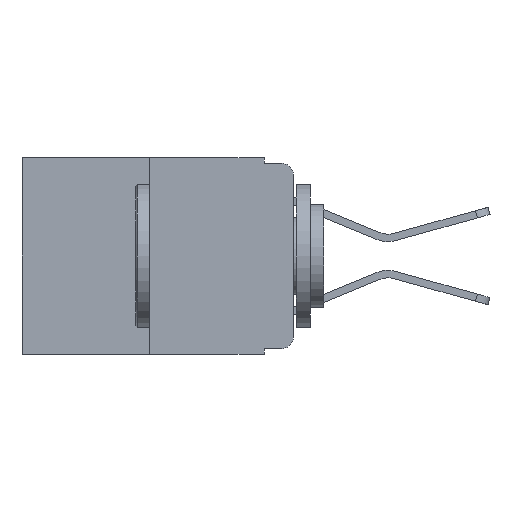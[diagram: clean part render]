
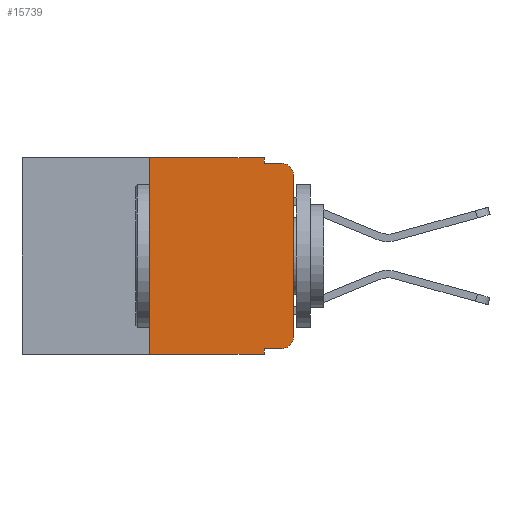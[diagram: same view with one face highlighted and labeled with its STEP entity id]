
A CAD part, left-side view. The second image highlights one B-rep face of the part: STEP entity #15739.
In plain terms, the highlighted planar face has unit normal (-1, 0, 0).
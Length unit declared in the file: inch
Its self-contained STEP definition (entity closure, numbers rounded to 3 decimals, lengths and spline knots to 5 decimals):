
#578 = LINE ( 'NONE', #6576, #4266 ) ;
#808 = CARTESIAN_POINT ( 'NONE',  ( 0., 0.02, -0.01 ) ) ;
#935 = EDGE_CURVE ( 'NONE', #5658, #2990, #8955, .T. ) ;
#1187 = CARTESIAN_POINT ( 'NONE',  ( 0., 0.02, -0.03 ) ) ;
#1347 = ORIENTED_EDGE ( 'NONE', *, *, #14011, .F. ) ;
#1848 = DIRECTION ( 'NONE',  ( 0., 0., -1. ) ) ;
#1881 = DIRECTION ( 'NONE',  ( 0., 0., -1. ) ) ;
#1942 = CARTESIAN_POINT ( 'NONE',  ( 0., 0.051, 0. ) ) ;
#1973 = DIRECTION ( 'NONE',  ( 1., 0., 0. ) ) ;
#1986 = CARTESIAN_POINT ( 'NONE',  ( 0., 0.25, -0.343 ) ) ;
#2204 = DIRECTION ( 'NONE',  ( 0., -1., 0. ) ) ;
#2353 = VECTOR ( 'NONE', #2204, 39.37008 ) ;
#2694 = VECTOR ( 'NONE', #3850, 39.37008 ) ;
#2732 = EDGE_CURVE ( 'NONE', #6951, #18848, #2964, .T. ) ;
#2964 = LINE ( 'NONE', #8932, #5240 ) ;
#2990 = VERTEX_POINT ( 'NONE', #9910 ) ;
#3086 = ORIENTED_EDGE ( 'NONE', *, *, #13486, .T. ) ;
#3095 = ORIENTED_EDGE ( 'NONE', *, *, #5854, .T. ) ;
#3165 = DIRECTION ( 'NONE',  ( 0., 0., -1. ) ) ;
#3850 = DIRECTION ( 'NONE',  ( 0., -1., 0. ) ) ;
#4022 = VECTOR ( 'NONE', #1848, 39.37008 ) ;
#4266 = VECTOR ( 'NONE', #15191, 39.37008 ) ;
#4281 = VERTEX_POINT ( 'NONE', #14425 ) ;
#4332 = VERTEX_POINT ( 'NONE', #11291 ) ;
#5066 = CARTESIAN_POINT ( 'NONE',  ( 0., 0.051, -0.333 ) ) ;
#5240 = VECTOR ( 'NONE', #9038, 39.37008 ) ;
#5658 = VERTEX_POINT ( 'NONE', #1986 ) ;
#5745 = CARTESIAN_POINT ( 'NONE',  ( 0., 0.25, 0. ) ) ;
#5854 = EDGE_CURVE ( 'NONE', #11806, #4281, #15608, .T. ) ;
#5924 = CARTESIAN_POINT ( 'NONE',  ( 0., 0.051, 0. ) ) ;
#6086 = CARTESIAN_POINT ( 'NONE',  ( 0., 0.02, -0.313 ) ) ;
#6387 = FACE_OUTER_BOUND ( 'NONE', #7981, .T. ) ;
#6531 = VERTEX_POINT ( 'NONE', #9790 ) ;
#6576 = CARTESIAN_POINT ( 'NONE',  ( 0., 0., 0. ) ) ;
#6745 = CARTESIAN_POINT ( 'NONE',  ( 0., 0.473, -0.343 ) ) ;
#6786 = CARTESIAN_POINT ( 'NONE',  ( 0., 0.473, 0. ) ) ;
#6951 = VERTEX_POINT ( 'NONE', #18585 ) ;
#7175 = VERTEX_POINT ( 'NONE', #9129 ) ;
#7564 = DIRECTION ( 'NONE',  ( -1., 0., 0. ) ) ;
#7826 = EDGE_CURVE ( 'NONE', #5658, #7175, #14205, .T. ) ;
#7981 = EDGE_LOOP ( 'NONE', ( #11203, #8395, #12159, #13680, #1347, #17571, #16128, #9505, #3086, #3095 ) ) ;
#8395 = ORIENTED_EDGE ( 'NONE', *, *, #14187, .T. ) ;
#8932 = CARTESIAN_POINT ( 'NONE',  ( 0., 0.051, -0.01 ) ) ;
#8955 = LINE ( 'NONE', #5745, #16418 ) ;
#9038 = DIRECTION ( 'NONE',  ( 0., -1., 0. ) ) ;
#9129 = CARTESIAN_POINT ( 'NONE',  ( 0., 0.051, -0.343 ) ) ;
#9240 = DIRECTION ( 'NONE',  ( 0., 0., -1. ) ) ;
#9413 = EDGE_CURVE ( 'NONE', #4281, #4332, #578, .T. ) ;
#9505 = ORIENTED_EDGE ( 'NONE', *, *, #10137, .F. ) ;
#9615 = PLANE ( 'NONE',  #10903 ) ;
#9762 = CARTESIAN_POINT ( 'NONE',  ( 0., 0.02, -0.333 ) ) ;
#9790 = CARTESIAN_POINT ( 'NONE',  ( 0., 0.051, -0.333 ) ) ;
#9835 = EDGE_CURVE ( 'NONE', #16972, #6951, #18406, .T. ) ;
#9910 = CARTESIAN_POINT ( 'NONE',  ( 0., 0.25, 0. ) ) ;
#10137 = EDGE_CURVE ( 'NONE', #6531, #7175, #13565, .T. ) ;
#10445 = DIRECTION ( 'NONE',  ( 0., 0., 1. ) ) ;
#10790 = VECTOR ( 'NONE', #9240, 39.37008 ) ;
#10903 = AXIS2_PLACEMENT_3D ( 'NONE', #16674, #1973, #1881 ) ;
#11203 = ORIENTED_EDGE ( 'NONE', *, *, #9413, .T. ) ;
#11291 = CARTESIAN_POINT ( 'NONE',  ( 0., 0., -0.03 ) ) ;
#11806 = VERTEX_POINT ( 'NONE', #9762 ) ;
#12091 = AXIS2_PLACEMENT_3D ( 'NONE', #1187, #13720, #16650 ) ;
#12159 = ORIENTED_EDGE ( 'NONE', *, *, #2732, .F. ) ;
#12725 = DIRECTION ( 'NONE',  ( 0., -1., 0. ) ) ;
#12769 = LINE ( 'NONE', #6786, #2694 ) ;
#13134 = VECTOR ( 'NONE', #12725, 39.37008 ) ;
#13460 = CARTESIAN_POINT ( 'NONE',  ( 0., 0.051, 0. ) ) ;
#13486 = EDGE_CURVE ( 'NONE', #6531, #11806, #18481, .T. ) ;
#13565 = LINE ( 'NONE', #5924, #10790 ) ;
#13680 = ORIENTED_EDGE ( 'NONE', *, *, #9835, .F. ) ;
#13720 = DIRECTION ( 'NONE',  ( -1., 0., 0. ) ) ;
#14011 = EDGE_CURVE ( 'NONE', #2990, #16972, #12769, .T. ) ;
#14187 = EDGE_CURVE ( 'NONE', #4332, #18848, #18668, .T. ) ;
#14205 = LINE ( 'NONE', #6745, #13134 ) ;
#14425 = CARTESIAN_POINT ( 'NONE',  ( 0., 0., -0.313 ) ) ;
#15191 = DIRECTION ( 'NONE',  ( 0., 0., 1. ) ) ;
#15608 = CIRCLE ( 'NONE', #16861, 0.02 ) ;
#15739 = ADVANCED_FACE ( 'NONE', ( #6387 ), #9615, .F. ) ;
#16128 = ORIENTED_EDGE ( 'NONE', *, *, #7826, .T. ) ;
#16418 = VECTOR ( 'NONE', #10445, 39.37008 ) ;
#16650 = DIRECTION ( 'NONE',  ( 0., 0., -1. ) ) ;
#16674 = CARTESIAN_POINT ( 'NONE',  ( 0., 0.473, 0. ) ) ;
#16861 = AXIS2_PLACEMENT_3D ( 'NONE', #6086, #7564, #3165 ) ;
#16972 = VERTEX_POINT ( 'NONE', #13460 ) ;
#17571 = ORIENTED_EDGE ( 'NONE', *, *, #935, .F. ) ;
#18406 = LINE ( 'NONE', #1942, #4022 ) ;
#18481 = LINE ( 'NONE', #5066, #2353 ) ;
#18585 = CARTESIAN_POINT ( 'NONE',  ( 0., 0.051, -0.01 ) ) ;
#18668 = CIRCLE ( 'NONE', #12091, 0.02 ) ;
#18848 = VERTEX_POINT ( 'NONE', #808 ) ;
